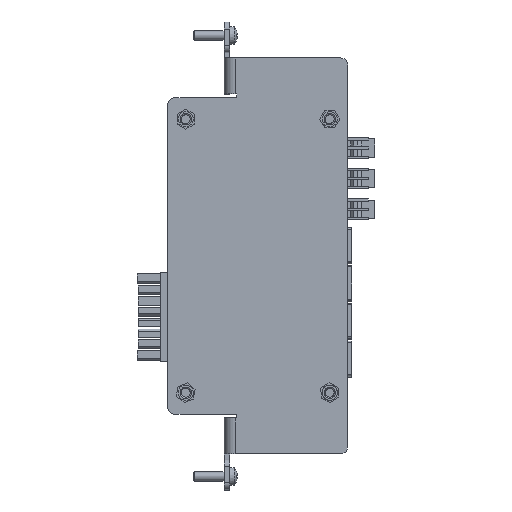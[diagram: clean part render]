
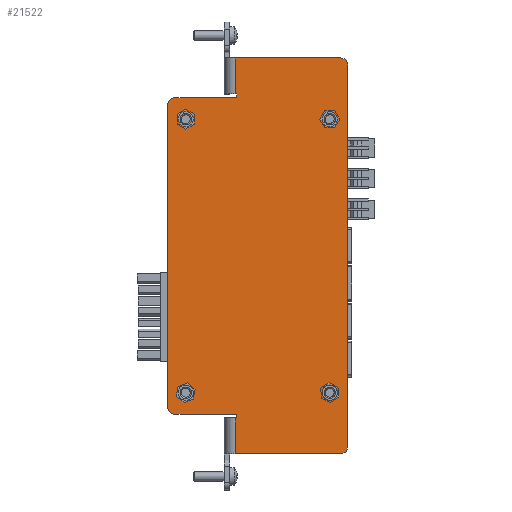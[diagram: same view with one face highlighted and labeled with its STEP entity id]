
A CAD part, top view. The second image highlights one B-rep face of the part: STEP entity #21522.
In plain terms, the highlighted planar face has unit normal (0, 0, 1).
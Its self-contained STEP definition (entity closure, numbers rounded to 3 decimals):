
#346=FACE_BOUND('',#3460,.T.);
#347=FACE_BOUND('',#3461,.T.);
#348=FACE_BOUND('',#3462,.T.);
#349=FACE_BOUND('',#3463,.T.);
#1219=PLANE('',#23260);
#2262=FACE_OUTER_BOUND('',#3459,.T.);
#3459=EDGE_LOOP('',(#19764,#19765,#19766,#19767,#19768,#19769,#19770,#19771,
#19772,#19773,#19774,#19775,#19776,#19777,#19778,#19779));
#3460=EDGE_LOOP('',(#19780));
#3461=EDGE_LOOP('',(#19781));
#3462=EDGE_LOOP('',(#19782));
#3463=EDGE_LOOP('',(#19783));
#5995=LINE('',#34941,#8548);
#5998=LINE('',#34947,#8551);
#5999=LINE('',#34949,#8552);
#6000=LINE('',#34951,#8553);
#6001=LINE('',#34953,#8554);
#6002=LINE('',#34955,#8555);
#6003=LINE('',#34959,#8556);
#6004=LINE('',#34963,#8557);
#6005=LINE('',#34965,#8558);
#6006=LINE('',#34967,#8559);
#6007=LINE('',#34969,#8560);
#6008=LINE('',#34971,#8561);
#8548=VECTOR('',#28652,10.);
#8551=VECTOR('',#28657,10.);
#8552=VECTOR('',#28658,10.);
#8553=VECTOR('',#28659,10.);
#8554=VECTOR('',#28660,10.);
#8555=VECTOR('',#28661,10.);
#8556=VECTOR('',#28664,10.);
#8557=VECTOR('',#28667,10.);
#8558=VECTOR('',#28668,10.);
#8559=VECTOR('',#28669,10.);
#8560=VECTOR('',#28670,10.);
#8561=VECTOR('',#28671,10.);
#9050=CIRCLE('',#23258,2.);
#9051=CIRCLE('',#23261,2.);
#9052=CIRCLE('',#23262,2.);
#9053=CIRCLE('',#23263,2.);
#9054=CIRCLE('',#23264,2.11);
#9055=CIRCLE('',#23265,2.11);
#9056=CIRCLE('',#23266,2.11);
#9057=CIRCLE('',#23267,2.11);
#10984=VERTEX_POINT('',#34934);
#10985=VERTEX_POINT('',#34936);
#10986=VERTEX_POINT('',#34940);
#10988=VERTEX_POINT('',#34946);
#10989=VERTEX_POINT('',#34948);
#10990=VERTEX_POINT('',#34950);
#10991=VERTEX_POINT('',#34952);
#10992=VERTEX_POINT('',#34954);
#10993=VERTEX_POINT('',#34956);
#10994=VERTEX_POINT('',#34958);
#10995=VERTEX_POINT('',#34960);
#10996=VERTEX_POINT('',#34962);
#10997=VERTEX_POINT('',#34964);
#10998=VERTEX_POINT('',#34966);
#10999=VERTEX_POINT('',#34968);
#11000=VERTEX_POINT('',#34970);
#11001=VERTEX_POINT('',#34973);
#11002=VERTEX_POINT('',#34975);
#11003=VERTEX_POINT('',#34977);
#11004=VERTEX_POINT('',#34979);
#13942=EDGE_CURVE('',#10984,#10985,#9050,.T.);
#13944=EDGE_CURVE('',#10986,#10985,#5995,.T.);
#13947=EDGE_CURVE('',#10984,#10988,#5998,.T.);
#13948=EDGE_CURVE('',#10988,#10989,#5999,.T.);
#13949=EDGE_CURVE('',#10989,#10990,#6000,.T.);
#13950=EDGE_CURVE('',#10990,#10991,#6001,.T.);
#13951=EDGE_CURVE('',#10991,#10992,#6002,.T.);
#13952=EDGE_CURVE('',#10993,#10992,#9051,.T.);
#13953=EDGE_CURVE('',#10993,#10994,#6003,.T.);
#13954=EDGE_CURVE('',#10995,#10994,#9052,.T.);
#13955=EDGE_CURVE('',#10995,#10996,#6004,.T.);
#13956=EDGE_CURVE('',#10996,#10997,#6005,.T.);
#13957=EDGE_CURVE('',#10998,#10997,#6006,.T.);
#13958=EDGE_CURVE('',#10998,#10999,#6007,.T.);
#13959=EDGE_CURVE('',#10999,#11000,#6008,.T.);
#13960=EDGE_CURVE('',#10986,#11000,#9053,.T.);
#13961=EDGE_CURVE('',#11001,#11001,#9054,.T.);
#13962=EDGE_CURVE('',#11002,#11002,#9055,.T.);
#13963=EDGE_CURVE('',#11003,#11003,#9056,.T.);
#13964=EDGE_CURVE('',#11004,#11004,#9057,.T.);
#19764=ORIENTED_EDGE('',*,*,#13942,.F.);
#19765=ORIENTED_EDGE('',*,*,#13947,.T.);
#19766=ORIENTED_EDGE('',*,*,#13948,.T.);
#19767=ORIENTED_EDGE('',*,*,#13949,.T.);
#19768=ORIENTED_EDGE('',*,*,#13950,.T.);
#19769=ORIENTED_EDGE('',*,*,#13951,.T.);
#19770=ORIENTED_EDGE('',*,*,#13952,.F.);
#19771=ORIENTED_EDGE('',*,*,#13953,.T.);
#19772=ORIENTED_EDGE('',*,*,#13954,.F.);
#19773=ORIENTED_EDGE('',*,*,#13955,.T.);
#19774=ORIENTED_EDGE('',*,*,#13956,.T.);
#19775=ORIENTED_EDGE('',*,*,#13957,.F.);
#19776=ORIENTED_EDGE('',*,*,#13958,.T.);
#19777=ORIENTED_EDGE('',*,*,#13959,.T.);
#19778=ORIENTED_EDGE('',*,*,#13960,.F.);
#19779=ORIENTED_EDGE('',*,*,#13944,.T.);
#19780=ORIENTED_EDGE('',*,*,#13961,.T.);
#19781=ORIENTED_EDGE('',*,*,#13962,.T.);
#19782=ORIENTED_EDGE('',*,*,#13963,.T.);
#19783=ORIENTED_EDGE('',*,*,#13964,.T.);
#21522=ADVANCED_FACE('',(#2262,#346,#347,#348,#349),#1219,.T.);
#23258=AXIS2_PLACEMENT_3D('',#34937,#28647,#28648);
#23260=AXIS2_PLACEMENT_3D('',#34945,#28655,#28656);
#23261=AXIS2_PLACEMENT_3D('',#34957,#28662,#28663);
#23262=AXIS2_PLACEMENT_3D('',#34961,#28665,#28666);
#23263=AXIS2_PLACEMENT_3D('',#34972,#28672,#28673);
#23264=AXIS2_PLACEMENT_3D('',#34974,#28674,#28675);
#23265=AXIS2_PLACEMENT_3D('',#34976,#28676,#28677);
#23266=AXIS2_PLACEMENT_3D('',#34978,#28678,#28679);
#23267=AXIS2_PLACEMENT_3D('',#34980,#28680,#28681);
#28647=DIRECTION('center_axis',(0.,0.,
-1.));
#28648=DIRECTION('ref_axis',(-0.707,-0.707,0.));
#28652=DIRECTION('',(0.,-1.,0.));
#28655=DIRECTION('center_axis',(0.,0.,
1.));
#28656=DIRECTION('ref_axis',(1.,0.,0.));
#28657=DIRECTION('',(1.,0.,0.));
#28658=DIRECTION('',(0.,-1.,0.));
#28659=DIRECTION('',(-1.,0.,0.));
#28660=DIRECTION('',(0.,-1.,0.));
#28661=DIRECTION('',(1.,0.,0.));
#28662=DIRECTION('center_axis',(0.,0.,
-1.));
#28663=DIRECTION('ref_axis',(0.707,-0.707,0.));
#28664=DIRECTION('',(0.,1.,0.));
#28665=DIRECTION('center_axis',(0.,0.,
-1.));
#28666=DIRECTION('ref_axis',(0.707,0.707,0.));
#28667=DIRECTION('',(-1.,0.,0.));
#28668=DIRECTION('',(0.,-1.,0.));
#28669=DIRECTION('',(-1.,0.,0.));
#28670=DIRECTION('',(0.,-1.,0.));
#28671=DIRECTION('',(-1.,0.,0.));
#28672=DIRECTION('center_axis',(0.,0.,
-1.));
#28673=DIRECTION('ref_axis',(-0.707,0.707,0.));
#28674=DIRECTION('center_axis',(0.,0.,
-1.));
#28675=DIRECTION('ref_axis',(1.,0.,0.));
#28676=DIRECTION('center_axis',(0.,0.,
-1.));
#28677=DIRECTION('ref_axis',(1.,0.,0.));
#28678=DIRECTION('center_axis',(0.,0.,
-1.));
#28679=DIRECTION('ref_axis',(1.,0.,0.));
#28680=DIRECTION('center_axis',(0.,0.,
-1.));
#28681=DIRECTION('ref_axis',(1.,0.,0.));
#34934=CARTESIAN_POINT('',(-15.2,-44.,9.75));
#34936=CARTESIAN_POINT('',(-17.2,-42.,9.75));
#34937=CARTESIAN_POINT('Origin',(-15.2,-42.,9.75));
#34940=CARTESIAN_POINT('',(-17.2,42.,9.75));
#34941=CARTESIAN_POINT('',(-17.2,55.,9.75));
#34945=CARTESIAN_POINT('Origin',(9.12,0.,
9.75));
#34946=CARTESIAN_POINT('',(2.,-44.,9.75));
#34947=CARTESIAN_POINT('',(-17.2,-44.,9.75));
#34948=CARTESIAN_POINT('',(2.,-45.,9.75));
#34949=CARTESIAN_POINT('',(2.,-44.,9.75));
#34950=CARTESIAN_POINT('',(1.5,-45.,9.75));
#34951=CARTESIAN_POINT('',(2.,-45.,9.75));
#34952=CARTESIAN_POINT('',(1.5,-55.,9.75));
#34953=CARTESIAN_POINT('',(1.5,-55.,9.75));
#34954=CARTESIAN_POINT('',(30.8,-55.,9.75));
#34955=CARTESIAN_POINT('',(-17.2,-55.,9.75));
#34956=CARTESIAN_POINT('',(32.8,-53.,9.75));
#34957=CARTESIAN_POINT('Origin',(30.8,-53.,9.75));
#34958=CARTESIAN_POINT('',(32.8,53.,9.75));
#34959=CARTESIAN_POINT('',(32.8,-55.,9.75));
#34960=CARTESIAN_POINT('',(30.8,55.,9.75));
#34961=CARTESIAN_POINT('Origin',(30.8,53.,9.75));
#34962=CARTESIAN_POINT('',(1.5,55.,9.75));
#34963=CARTESIAN_POINT('',(32.8,55.,9.75));
#34964=CARTESIAN_POINT('',(1.5,45.,9.75));
#34965=CARTESIAN_POINT('',(1.5,45.,9.75));
#34966=CARTESIAN_POINT('',(2.,45.,9.75));
#34967=CARTESIAN_POINT('',(2.,45.,9.75));
#34968=CARTESIAN_POINT('',(2.,44.,9.75));
#34969=CARTESIAN_POINT('',(2.,55.,9.75));
#34970=CARTESIAN_POINT('',(-15.2,44.,9.75));
#34971=CARTESIAN_POINT('',(2.,44.,9.75));
#34972=CARTESIAN_POINT('Origin',(-15.2,42.,9.75));
#34973=CARTESIAN_POINT('',(-14.31,-38.,9.75));
#34974=CARTESIAN_POINT('Origin',(-12.2,-38.,9.75));
#34975=CARTESIAN_POINT('',(25.69,-38.,9.75));
#34976=CARTESIAN_POINT('Origin',(27.8,-38.,9.75));
#34977=CARTESIAN_POINT('',(25.69,38.,9.75));
#34978=CARTESIAN_POINT('Origin',(27.8,38.,9.75));
#34979=CARTESIAN_POINT('',(-14.31,38.,9.75));
#34980=CARTESIAN_POINT('Origin',(-12.2,38.,9.75));
